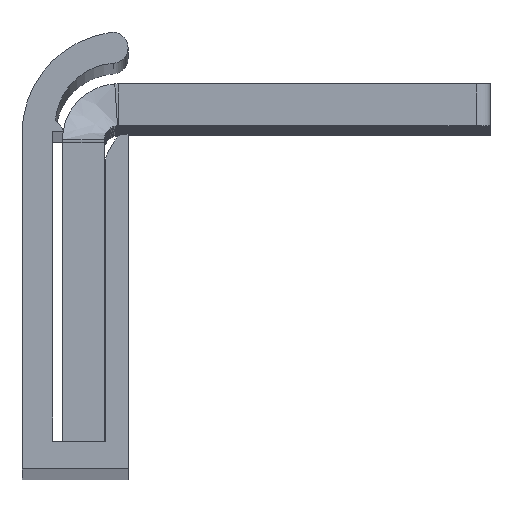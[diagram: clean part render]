
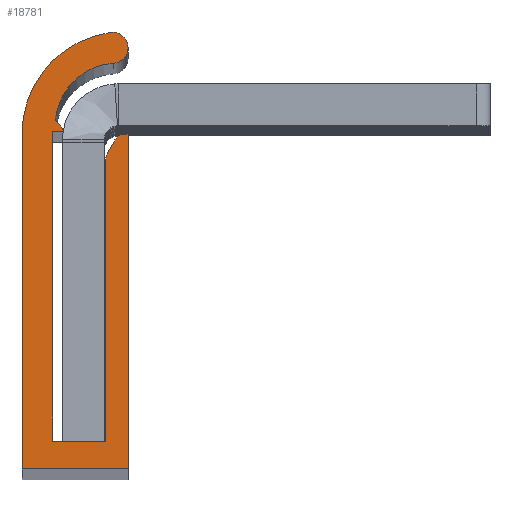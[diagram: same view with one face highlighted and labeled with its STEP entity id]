
A CAD part, top view. The second image highlights one B-rep face of the part: STEP entity #18781.
In plain terms, the highlighted planar face has unit normal (0, 0, 1).
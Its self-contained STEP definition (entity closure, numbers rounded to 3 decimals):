
#16827=DIRECTION('',(0.,-1.,0.));
#16828=VECTOR('',#16827,12.007);
#16829=CARTESIAN_POINT('',(0.,12.307,220.));
#16830=LINE('',#16829,#16828);
#17131=DIRECTION('',(1.,0.,0.));
#17132=VECTOR('',#17131,0.4);
#17133=CARTESIAN_POINT('',(1.1,12.4,220.));
#17134=LINE('',#17133,#17132);
#17138=DIRECTION('',(0.,1.,0.));
#17139=VECTOR('',#17138,11.1);
#17140=CARTESIAN_POINT('',(1.1,1.3,220.));
#17141=LINE('',#17140,#17139);
#17152=DIRECTION('',(-1.,0.,0.));
#17153=VECTOR('',#17152,1.9);
#17154=CARTESIAN_POINT('',(3.,1.3,220.));
#17155=LINE('',#17154,#17153);
#17166=DIRECTION('',(0.,-1.,0.));
#17167=VECTOR('',#17166,10.1);
#17168=CARTESIAN_POINT('',(3.,11.4,220.));
#17169=LINE('',#17168,#17167);
#17194=CARTESIAN_POINT('',(3.671,12.307,220.));
#17195=DIRECTION('',(0.,0.,-1.));
#17196=DIRECTION('',(-1.,0.,0.));
#17197=AXIS2_PLACEMENT_3D('',#17194,#17195,#17196);
#17202=CARTESIAN_POINT('',(3.247,15.396,220.));
#17203=DIRECTION('',(0.,0.,-1.));
#17204=DIRECTION('',(-0.151,0.989,0.));
#17205=AXIS2_PLACEMENT_3D('',#17202,#17203,#17204);
#17210=CARTESIAN_POINT('',(3.247,15.396,220.));
#17211=DIRECTION('',(0.,0.,-1.));
#17212=DIRECTION('',(1.,0.,0.));
#17213=AXIS2_PLACEMENT_3D('',#17210,#17211,#17212);
#17218=CARTESIAN_POINT('',(3.431,12.606,220.));
#17219=DIRECTION('',(0.,0.,1.));
#17220=DIRECTION('',(-0.07,0.998,0.));
#17221=AXIS2_PLACEMENT_3D('',#17218,#17219,#17220);
#17226=CARTESIAN_POINT('',(0.515,11.968,220.));
#17227=DIRECTION('',(0.,0.,-1.));
#17228=DIRECTION('',(0.634,0.774,0.));
#17229=AXIS2_PLACEMENT_3D('',#17226,#17227,#17228);
#17234=CARTESIAN_POINT('',(3.,11.4,220.));
#17235=CARTESIAN_POINT('',(3.,11.422,220.));
#17236=CARTESIAN_POINT('',(3.005,11.472,220.));
#17237=CARTESIAN_POINT('',(3.022,11.531,220.));
#17238=CARTESIAN_POINT('',(3.039,11.571,220.));
#17239=CARTESIAN_POINT('',(3.05,11.59,220.));
#17244=DIRECTION('',(0.483,0.876,0.));
#17245=VECTOR('',#17244,0.571);
#17246=CARTESIAN_POINT('',(3.05,11.59,220.));
#17247=LINE('',#17246,#17245);
#17251=CARTESIAN_POINT('',(3.677,11.9,220.));
#17252=DIRECTION('',(0.,0.,-1.));
#17253=DIRECTION('',(-0.879,0.476,0.));
#17254=AXIS2_PLACEMENT_3D('',#17251,#17252,#17253);
#17259=DIRECTION('',(-1.,0.,0.));
#17260=VECTOR('',#17259,0.123);
#17261=CARTESIAN_POINT('',(3.8,12.3,220.));
#17262=LINE('',#17261,#17260);
#17266=DIRECTION('',(0.,1.,0.));
#17267=VECTOR('',#17266,12.);
#17268=CARTESIAN_POINT('',(3.8,0.3,220.));
#17269=LINE('',#17268,#17267);
#17280=DIRECTION('',(1.,0.,0.));
#17281=VECTOR('',#17280,3.8);
#17282=CARTESIAN_POINT('',(0.,0.3,220.));
#17283=LINE('',#17282,#17281);
#18099=CARTESIAN_POINT('',(3.677,12.3,220.));
#18100=VERTEX_POINT('',#18099);
#18101=CARTESIAN_POINT('',(3.325,12.091,220.));
#18102=VERTEX_POINT('',#18101);
#18130=CARTESIAN_POINT('',(0.,12.307,220.));
#18131=VERTEX_POINT('',#18130);
#18132=CARTESIAN_POINT('',(0.,0.3,220.));
#18133=VERTEX_POINT('',#18132);
#18230=CARTESIAN_POINT('',(3.163,15.943,220.));
#18231=VERTEX_POINT('',#18230);
#18232=CARTESIAN_POINT('',(3.273,14.843,220.));
#18233=VERTEX_POINT('',#18232);
#18234=CARTESIAN_POINT('',(3.8,15.396,220.));
#18235=VERTEX_POINT('',#18234);
#18236=CARTESIAN_POINT('',(1.197,12.8,220.));
#18237=VERTEX_POINT('',#18236);
#18238=CARTESIAN_POINT('',(1.5,12.4,220.));
#18239=VERTEX_POINT('',#18238);
#18240=CARTESIAN_POINT('',(1.1,12.4,220.));
#18241=VERTEX_POINT('',#18240);
#18242=CARTESIAN_POINT('',(1.1,1.3,220.));
#18243=VERTEX_POINT('',#18242);
#18244=CARTESIAN_POINT('',(3.,1.3,220.));
#18245=VERTEX_POINT('',#18244);
#18246=CARTESIAN_POINT('',(3.,11.4,220.));
#18247=VERTEX_POINT('',#18246);
#18248=CARTESIAN_POINT('',(3.05,11.59,220.));
#18249=VERTEX_POINT('',#18248);
#18250=CARTESIAN_POINT('',(3.8,12.3,220.));
#18251=VERTEX_POINT('',#18250);
#18252=CARTESIAN_POINT('',(3.8,0.3,220.));
#18253=VERTEX_POINT('',#18252);
#18755=CARTESIAN_POINT('',(3.677,11.9,220.));
#18756=DIRECTION('',(0.,0.,-1.));
#18757=DIRECTION('',(-1.,0.,0.));
#18758=AXIS2_PLACEMENT_3D('',#18755,#18756,#18757);
#18759=PLANE('',#18758);
#18760=ORIENTED_EDGE('',*,*,#18427,.F.);
#18761=ORIENTED_EDGE('',*,*,#18551,.T.);
#18762=ORIENTED_EDGE('',*,*,#18574,.T.);
#18763=ORIENTED_EDGE('',*,*,#18572,.T.);
#18764=ORIENTED_EDGE('',*,*,#18596,.T.);
#18765=ORIENTED_EDGE('',*,*,#18617,.T.);
#18766=ORIENTED_EDGE('',*,*,#18638,.F.);
#18767=ORIENTED_EDGE('',*,*,#18659,.F.);
#18768=ORIENTED_EDGE('',*,*,#18680,.F.);
#18769=ORIENTED_EDGE('',*,*,#18701,.F.);
#18770=ORIENTED_EDGE('',*,*,#18722,.T.);
#18771=ORIENTED_EDGE('',*,*,#18742,.T.);
#18772=ORIENTED_EDGE('',*,*,#18359,.T.);
#18774=ORIENTED_EDGE('',*,*,#18773,.F.);
#18776=ORIENTED_EDGE('',*,*,#18775,.F.);
#18778=ORIENTED_EDGE('',*,*,#18777,.F.);
#18779=EDGE_LOOP('',(#18760,#18761,#18762,#18763,#18764,#18765,#18766,#18767,
#18768,#18769,#18770,#18771,#18772,#18774,#18776,#18778));
#18780=FACE_OUTER_BOUND('',#18779,.F.);
#17198=CIRCLE('',#17197,3.671);
#17206=CIRCLE('',#17205,0.553);
#17214=CIRCLE('',#17213,0.553);
#17222=CIRCLE('',#17221,2.243);
#17230=CIRCLE('',#17229,1.075);
#17240=B_SPLINE_CURVE_WITH_KNOTS('',3,(#17234,#17235,#17236,#17237,#17238,
#17239),.UNSPECIFIED.,.F.,.F.,(4,1,1,4),(0.,0.333,
0.667,1.),.UNSPECIFIED.);
#17255=CIRCLE('',#17254,0.4);
#18359=EDGE_CURVE('',#18102,#18100,#17255,.T.);
#18427=EDGE_CURVE('',#18131,#18133,#16830,.T.);
#18551=EDGE_CURVE('',#18131,#18231,#17198,.T.);
#18572=EDGE_CURVE('',#18235,#18233,#17214,.T.);
#18574=EDGE_CURVE('',#18231,#18235,#17206,.T.);
#18596=EDGE_CURVE('',#18233,#18237,#17222,.T.);
#18617=EDGE_CURVE('',#18237,#18239,#17230,.T.);
#18638=EDGE_CURVE('',#18241,#18239,#17134,.T.);
#18659=EDGE_CURVE('',#18243,#18241,#17141,.T.);
#18680=EDGE_CURVE('',#18245,#18243,#17155,.T.);
#18701=EDGE_CURVE('',#18247,#18245,#17169,.T.);
#18722=EDGE_CURVE('',#18247,#18249,#17240,.T.);
#18742=EDGE_CURVE('',#18249,#18102,#17247,.T.);
#18773=EDGE_CURVE('',#18251,#18100,#17262,.T.);
#18775=EDGE_CURVE('',#18253,#18251,#17269,.T.);
#18777=EDGE_CURVE('',#18133,#18253,#17283,.T.);
#18781=ADVANCED_FACE('',(#18780),#18759,.F.);
